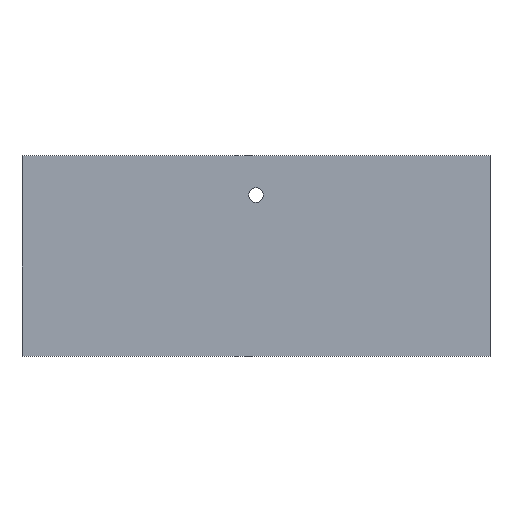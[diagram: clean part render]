
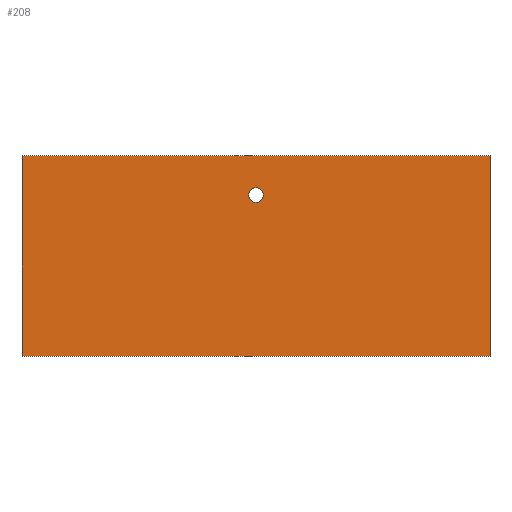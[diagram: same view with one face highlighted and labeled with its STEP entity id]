
A CAD part, top view. The second image highlights one B-rep face of the part: STEP entity #208.
In plain terms, the highlighted planar face has unit normal (0, 0, 1).
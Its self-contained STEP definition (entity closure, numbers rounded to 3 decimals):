
#11 = FACE_OUTER_BOUND ( 'NONE', #219, .T. ) ;
#19 = FACE_BOUND ( 'NONE', #22, .T. ) ;
#22 = EDGE_LOOP ( 'NONE', ( #107, #91 ) ) ;
#30 = CARTESIAN_POINT ( 'NONE',  ( 0., 241., 25. ) ) ;
#33 = DIRECTION ( 'NONE',  ( 1., 0., 0. ) ) ;
#39 = VECTOR ( 'NONE', #55, 1000. ) ;
#41 = LINE ( 'NONE', #184, #150 ) ;
#45 = VERTEX_POINT ( 'NONE', #119 ) ;
#47 = EDGE_CURVE ( 'NONE', #238, #171, #309, .T. ) ;
#49 = DIRECTION ( 'NONE',  ( 0., 0., 1. ) ) ;
#55 = DIRECTION ( 'NONE',  ( 1., 0., 0. ) ) ;
#64 = ORIENTED_EDGE ( 'NONE', *, *, #47, .T. ) ;
#65 = EDGE_CURVE ( 'NONE', #112, #157, #41, .T. ) ;
#68 = CARTESIAN_POINT ( 'NONE',  ( 350., 0., 25. ) ) ;
#73 = CARTESIAN_POINT ( 'NONE',  ( 11., 241., 25. ) ) ;
#75 = CARTESIAN_POINT ( 'NONE',  ( -350., 0., 25. ) ) ;
#89 = DIRECTION ( 'NONE',  ( 0., -1., 0. ) ) ;
#91 = ORIENTED_EDGE ( 'NONE', *, *, #175, .F. ) ;
#102 = EDGE_CURVE ( 'NONE', #171, #112, #116, .T. ) ;
#105 = VECTOR ( 'NONE', #294, 1000. ) ;
#107 = ORIENTED_EDGE ( 'NONE', *, *, #108, .F. ) ;
#108 = EDGE_CURVE ( 'NONE', #45, #137, #212, .T. ) ;
#112 = VERTEX_POINT ( 'NONE', #298 ) ;
#116 = LINE ( 'NONE', #296, #252 ) ;
#119 = CARTESIAN_POINT ( 'NONE',  ( -11., 241., 25. ) ) ;
#122 = PLANE ( 'NONE',  #300 ) ;
#126 = ORIENTED_EDGE ( 'NONE', *, *, #65, .T. ) ;
#132 = ORIENTED_EDGE ( 'NONE', *, *, #136, .T. ) ;
#135 = DIRECTION ( 'NONE',  ( -1., 0., 0. ) ) ;
#136 = EDGE_CURVE ( 'NONE', #157, #238, #271, .T. ) ;
#137 = VERTEX_POINT ( 'NONE', #73 ) ;
#138 = DIRECTION ( 'NONE',  ( 0., 0., -1. ) ) ;
#142 = CARTESIAN_POINT ( 'NONE',  ( 0., 241., 25. ) ) ;
#146 = AXIS2_PLACEMENT_3D ( 'NONE', #30, #49, #218 ) ;
#150 = VECTOR ( 'NONE', #89, 1000. ) ;
#155 = AXIS2_PLACEMENT_3D ( 'NONE', #142, #193, #33 ) ;
#157 = VERTEX_POINT ( 'NONE', #249 ) ;
#171 = VERTEX_POINT ( 'NONE', #220 ) ;
#175 = EDGE_CURVE ( 'NONE', #137, #45, #278, .T. ) ;
#184 = CARTESIAN_POINT ( 'NONE',  ( -350., 0., 25. ) ) ;
#187 = CARTESIAN_POINT ( 'NONE',  ( 350., 0., 25. ) ) ;
#193 = DIRECTION ( 'NONE',  ( 0., 0., 1. ) ) ;
#208 = ADVANCED_FACE ( 'NONE', ( #11, #19 ), #122, .F. ) ;
#212 = CIRCLE ( 'NONE', #146, 11. ) ;
#218 = DIRECTION ( 'NONE',  ( 1., 0., 0. ) ) ;
#219 = EDGE_LOOP ( 'NONE', ( #126, #132, #64, #248 ) ) ;
#220 = CARTESIAN_POINT ( 'NONE',  ( 350., 300., 25. ) ) ;
#238 = VERTEX_POINT ( 'NONE', #187 ) ;
#248 = ORIENTED_EDGE ( 'NONE', *, *, #102, .T. ) ;
#249 = CARTESIAN_POINT ( 'NONE',  ( -350., 0., 25. ) ) ;
#252 = VECTOR ( 'NONE', #135, 1000. ) ;
#271 = LINE ( 'NONE', #75, #39 ) ;
#275 = DIRECTION ( 'NONE',  ( -1., 0., 0. ) ) ;
#278 = CIRCLE ( 'NONE', #155, 11. ) ;
#294 = DIRECTION ( 'NONE',  ( 0., 1., 0. ) ) ;
#296 = CARTESIAN_POINT ( 'NONE',  ( -350., 300., 25. ) ) ;
#298 = CARTESIAN_POINT ( 'NONE',  ( -350., 300., 25. ) ) ;
#300 = AXIS2_PLACEMENT_3D ( 'NONE', #307, #138, #275 ) ;
#307 = CARTESIAN_POINT ( 'NONE',  ( 0., 0., 25. ) ) ;
#309 = LINE ( 'NONE', #68, #105 ) ;
